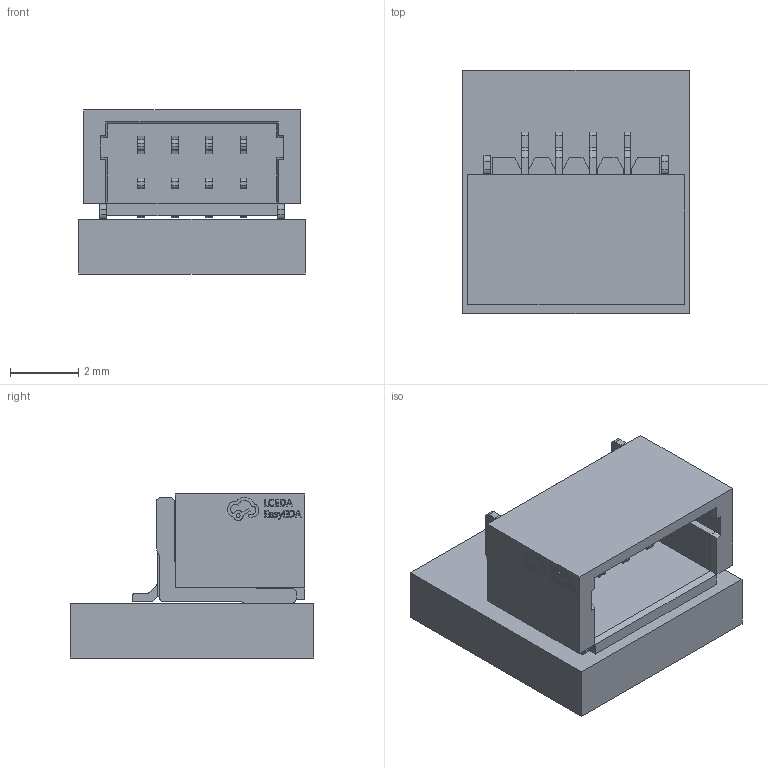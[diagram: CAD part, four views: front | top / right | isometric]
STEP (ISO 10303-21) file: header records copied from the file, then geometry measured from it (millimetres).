
FILE_DESCRIPTION(('Designed by EasyEDA Pro'),'2;1');
FILE_NAME('Open CASCADE Shape Model','2023-04-22T10:15:43',('Author'),( 'Open CASCADE'),'Open CASCADE STEP processor 7.6','Open CASCADE 7.6' ,'Unknown');
FILE_SCHEMA(('AUTOMOTIVE_DESIGN { 1 0 10303 214 1 1 1 1 }'));
Length unit declared in the file: millimetre
Products named in the file (5): PCBModel; COMPOUND; U1; CONN-SMD_4P-P1.00_SH1.0-4P
Assembly tree (4 placements, depth 4):
  PCBModel
    COMPOUND
    U1
      CONN-SMD_4P-P1.00_SH1.0-4P
        COMPOUND
Bounding box: 6.63 x 7.11 x 4.8 mm (x, y, z)
Volume: 120.2 mm3; surface area: 381 mm2
Topology: 8 solids, 8 shells, 509 faces, 1395 edges, 926 vertices
Faces by surface type: plane 345, bspline 98, cylinder 66
Entity records: 21286 total; most frequent: CARTESIAN_POINT 4141, ORIENTED_EDGE 2790, DIRECTION 2159, EDGE_CURVE 1395, LINE 1063, VECTOR 1063, VERTEX_POINT 926, AXIS2_PLACEMENT_3D 548
